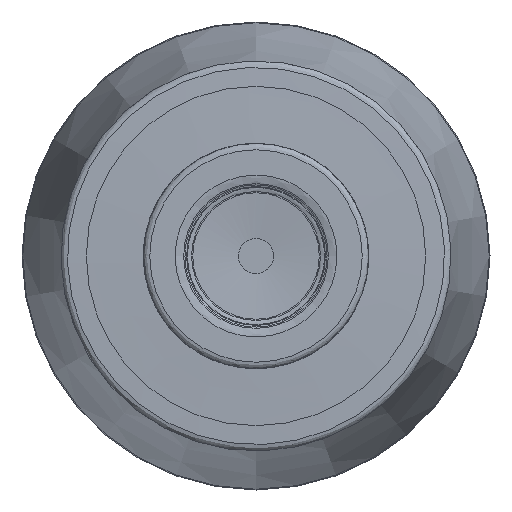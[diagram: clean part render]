
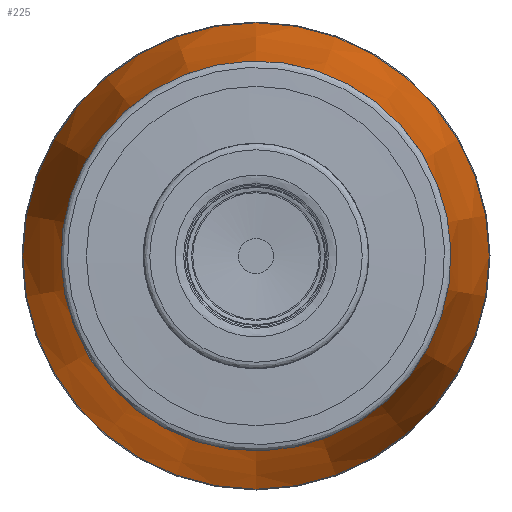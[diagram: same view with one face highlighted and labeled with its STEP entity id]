
A CAD part, left-side view. The second image highlights one B-rep face of the part: STEP entity #225.
In plain terms, the highlighted conical face has half-angle 10.866 degrees and reference radius 26.91 mm.
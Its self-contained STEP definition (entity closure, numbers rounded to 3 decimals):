
#112=CONICAL_SURFACE('',#595,26.91,10.866);
#156=FACE_BOUND('',#293,.T.);
#157=FACE_BOUND('',#294,.T.);
#225=ADVANCED_FACE('',(#156,#157),#112,.T.);
#293=EDGE_LOOP('',(#379));
#294=EDGE_LOOP('',(#380));
#379=ORIENTED_EDGE('',*,*,#494,.T.);
#380=ORIENTED_EDGE('',*,*,#493,.F.);
#450=VERTEX_POINT('',#836);
#451=VERTEX_POINT('',#839);
#493=EDGE_CURVE('',#450,#450,#536,.T.);
#494=EDGE_CURVE('',#451,#451,#537,.T.);
#536=CIRCLE('',#592,26.91);
#537=CIRCLE('',#594,22.09);
#592=AXIS2_PLACEMENT_3D('',#835,#689,#690);
#594=AXIS2_PLACEMENT_3D('',#838,#693,#694);
#595=AXIS2_PLACEMENT_3D('',#840,#695,#696);
#689=DIRECTION('',(1.,0.,0.));
#690=DIRECTION('',(0.,0.,1.));
#693=DIRECTION('',(1.,0.,0.));
#694=DIRECTION('',(0.,0.,1.));
#695=DIRECTION('',(1.,0.,0.));
#696=DIRECTION('',(0.,0.,-1.));
#835=CARTESIAN_POINT('',(166.057,0.,0.));
#836=CARTESIAN_POINT('',(166.057,0.,26.91));
#838=CARTESIAN_POINT('',(140.943,0.,0.));
#839=CARTESIAN_POINT('',(140.943,0.,22.09));
#840=CARTESIAN_POINT('',(166.057,0.,0.));
